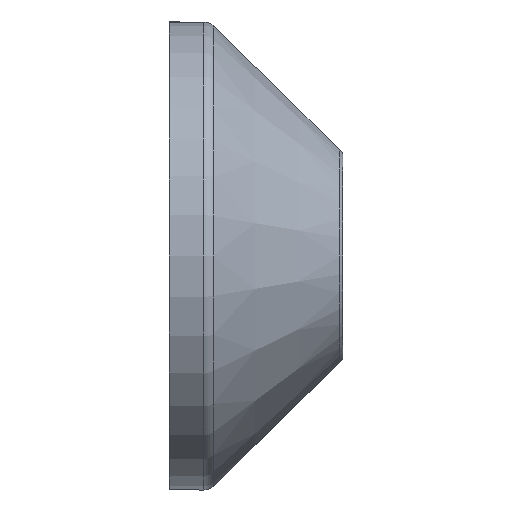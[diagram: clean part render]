
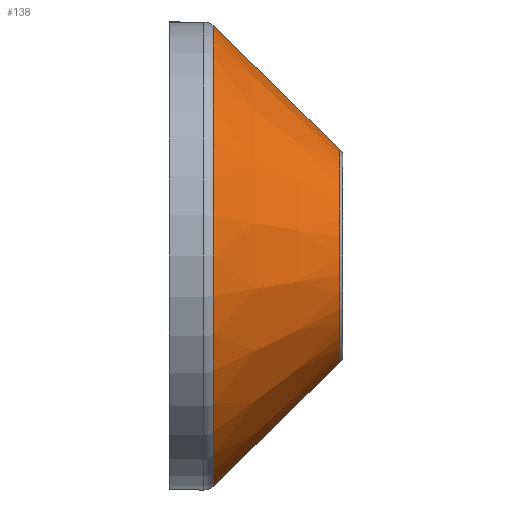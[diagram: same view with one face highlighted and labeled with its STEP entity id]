
A CAD part, front view. The second image highlights one B-rep face of the part: STEP entity #138.
In plain terms, the highlighted conical face has half-angle 44.275 degrees and reference radius 15.5 mm.
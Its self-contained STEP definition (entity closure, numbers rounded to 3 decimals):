
#34=CONICAL_SURFACE('',#183,15.5,0.773);
#46=ORIENTED_EDGE('',*,*,#61,.T.);
#47=ORIENTED_EDGE('',*,*,#63,.T.);
#61=EDGE_CURVE('',#71,#71,#81,.T.);
#63=EDGE_CURVE('',#73,#73,#83,.F.);
#71=VERTEX_POINT('',#257);
#73=VERTEX_POINT('',#262);
#81=CIRCLE('',#177,34.432);
#83=CIRCLE('',#180,15.942);
#96=EDGE_LOOP('',(#46));
#97=EDGE_LOOP('',(#47));
#116=FACE_BOUND('',#96,.T.);
#117=FACE_BOUND('',#97,.T.);
#138=ADVANCED_FACE('',(#116,#117),#34,.T.);
#177=AXIS2_PLACEMENT_3D('',#256,#207,#208);
#180=AXIS2_PLACEMENT_3D('',#261,#213,#214);
#183=AXIS2_PLACEMENT_3D('',#266,#219,#220);
#207=DIRECTION('',(1.,0.,0.));
#208=DIRECTION('',(0.,0.,1.));
#213=DIRECTION('',(1.,0.,0.));
#214=DIRECTION('',(0.,0.,1.));
#219=DIRECTION('',(-1.,0.,0.));
#220=DIRECTION('',(0.,0.,-1.));
#256=CARTESIAN_POINT('',(-75.517,-75.,-4.));
#257=CARTESIAN_POINT('',(-75.517,-75.,30.432));
#261=CARTESIAN_POINT('',(-56.553,-75.,-4.));
#262=CARTESIAN_POINT('',(-56.553,-75.,11.942));
#266=CARTESIAN_POINT('',(-56.1,-75.,-4.));
